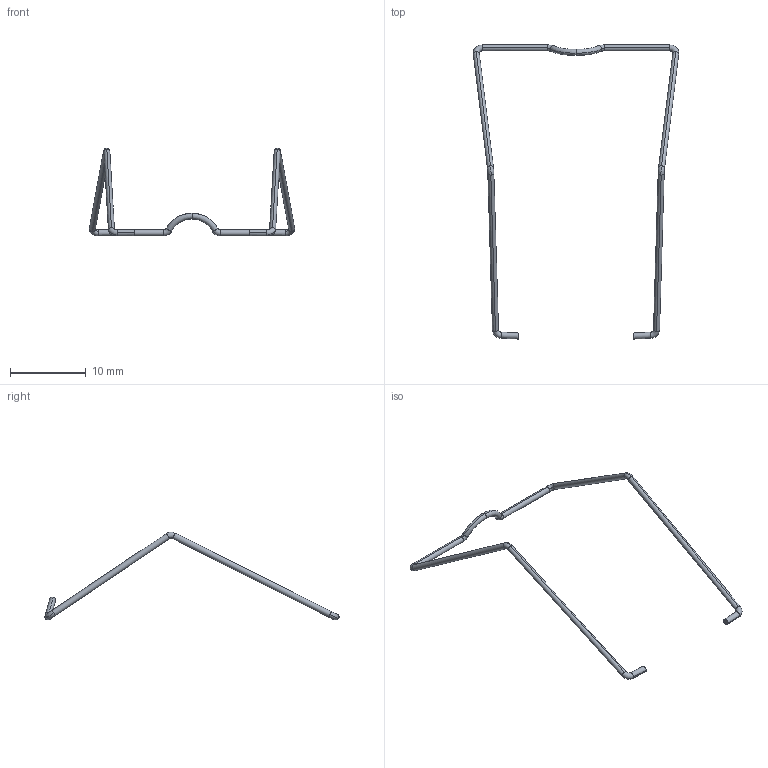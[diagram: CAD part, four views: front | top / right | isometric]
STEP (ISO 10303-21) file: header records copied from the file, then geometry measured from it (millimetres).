
FILE_DESCRIPTION (( 'STEP AP214' ), '1' );
FILE_NAME ('obejma G4 1052.STEP', '2015-06-08T12:07:02', ( '' ), ( '' ), 'SwSTEP 2.0', 'SolidWorks 2012', '' );
FILE_SCHEMA (( 'AUTOMOTIVE_DESIGN' ));
Length unit declared in the file: millimetre
Products named in the file (1): obejma G4 1052
Bounding box: 27.22 x 38.94 x 11.62 mm (x, y, z)
Volume: 60.7 mm3; surface area: 304.7 mm2
Topology: 1 solids, 1 shells, 38 faces, 102 edges, 66 vertices
Faces by surface type: torus 20, cylinder 16, plane 2
Entity records: 1278 total; most frequent: DIRECTION 266, CARTESIAN_POINT 207, ORIENTED_EDGE 204, AXIS2_PLACEMENT_3D 125, EDGE_CURVE 102, CIRCLE 86, VERTEX_POINT 66, FACE_OUTER_BOUND 38
